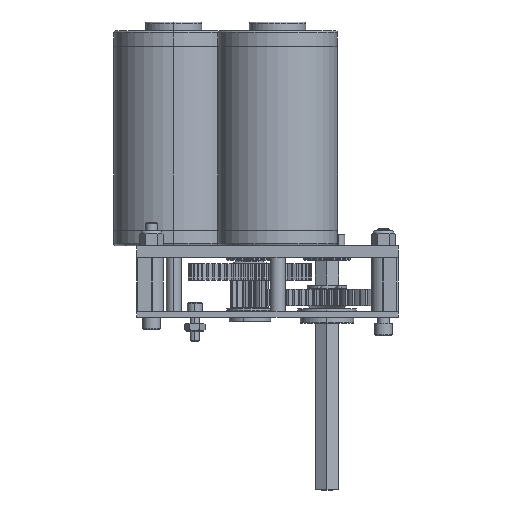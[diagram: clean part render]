
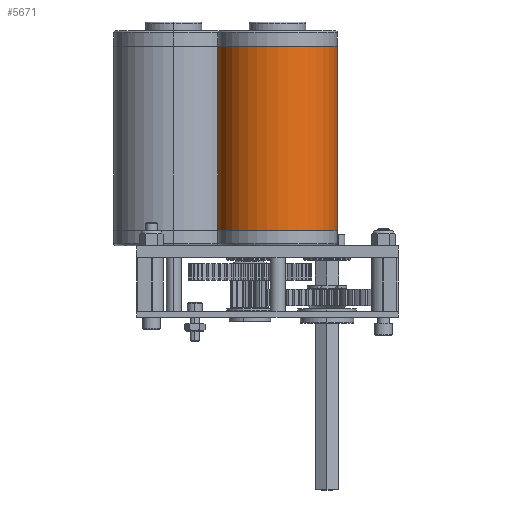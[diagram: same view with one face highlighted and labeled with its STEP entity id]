
A CAD part, left-side view. The second image highlights one B-rep face of the part: STEP entity #5671.
In plain terms, the highlighted cylindrical face has radius 32.004 mm (diameter 64.008 mm), a partial arc.
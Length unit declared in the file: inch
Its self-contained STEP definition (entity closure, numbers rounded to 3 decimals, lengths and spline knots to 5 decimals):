
#1540 = EDGE_CURVE ( 'NONE', #5362, #5365, #15353, .T. ) ;
#1593 = EDGE_CURVE ( 'NONE', #5363, #5362, #15426, .T. ) ;
#1752 = EDGE_CURVE ( 'NONE', #5367, #5365, #15655, .T. ) ;
#1766 = EDGE_CURVE ( 'NONE', #5363, #5367, #15671, .T. ) ;
#5362 = VERTEX_POINT ( 'NONE', #19324 ) ;
#5363 = VERTEX_POINT ( 'NONE', #19325 ) ;
#5365 = VERTEX_POINT ( 'NONE', #19327 ) ;
#5367 = VERTEX_POINT ( 'NONE', #19329 ) ;
#5671 = ADVANCED_FACE ( 'NONE', ( #18338 ), #18345, .T. ) ;
#8697 = AXIS2_PLACEMENT_3D ( 'NONE', #14781, #14783, #14784 ) ;
#8788 = AXIS2_PLACEMENT_3D ( 'NONE', #15193, #15196, #15197 ) ;
#9223 = AXIS2_PLACEMENT_3D ( 'NONE', #19981, #19984, #19987 ) ;
#14638 = CARTESIAN_POINT ( 'NONE',  ( 2.66, 4.303, 0.426 ) ) ;
#14645 = DIRECTION ( 'NONE',  ( 0., 0., -1. ) ) ;
#14781 = CARTESIAN_POINT ( 'NONE',  ( 1.4, 4.303, 0.426 ) ) ;
#14783 = DIRECTION ( 'NONE',  ( 0., 0., -1. ) ) ;
#14784 = DIRECTION ( 'NONE',  ( -1., 0., 0. ) ) ;
#15193 = CARTESIAN_POINT ( 'NONE',  ( 1.4, 4.303, -3.438 ) ) ;
#15196 = DIRECTION ( 'NONE',  ( 0., 0., -1. ) ) ;
#15197 = DIRECTION ( 'NONE',  ( -1., 0., 0. ) ) ;
#15350 = VECTOR ( 'NONE', #14645, 39.37008 ) ;
#15353 = LINE ( 'NONE', #14638, #15350 ) ;
#15426 = CIRCLE ( 'NONE', #8697, 1.26 ) ;
#15655 = CIRCLE ( 'NONE', #8788, 1.26 ) ;
#15662 = VECTOR ( 'NONE', #15725, 39.37008 ) ;
#15671 = LINE ( 'NONE', #15718, #15662 ) ;
#15718 = CARTESIAN_POINT ( 'NONE',  ( 0.14, 4.303, 0.426 ) ) ;
#15725 = DIRECTION ( 'NONE',  ( 0., 0., -1. ) ) ;
#17401 = ORIENTED_EDGE ( 'NONE', *, *, #1766, .F. ) ;
#17402 = ORIENTED_EDGE ( 'NONE', *, *, #1752, .F. ) ;
#17404 = ORIENTED_EDGE ( 'NONE', *, *, #1540, .T. ) ;
#17405 = ORIENTED_EDGE ( 'NONE', *, *, #1593, .T. ) ;
#18188 = EDGE_LOOP ( 'NONE', ( #17405, #17404, #17402, #17401 ) ) ;
#18338 = FACE_OUTER_BOUND ( 'NONE', #18188, .T. ) ;
#18345 = CYLINDRICAL_SURFACE ( 'NONE', #9223, 1.26 ) ;
#19324 = CARTESIAN_POINT ( 'NONE',  ( 2.66, 4.303, 0.426 ) ) ;
#19325 = CARTESIAN_POINT ( 'NONE',  ( 0.14, 4.303, 0.426 ) ) ;
#19327 = CARTESIAN_POINT ( 'NONE',  ( 2.66, 4.303, -3.438 ) ) ;
#19329 = CARTESIAN_POINT ( 'NONE',  ( 0.14, 4.303, -3.438 ) ) ;
#19981 = CARTESIAN_POINT ( 'NONE',  ( 1.4, 4.303, 0.426 ) ) ;
#19984 = DIRECTION ( 'NONE',  ( 0., 0., -1. ) ) ;
#19987 = DIRECTION ( 'NONE',  ( -1., 0., 0. ) ) ;
